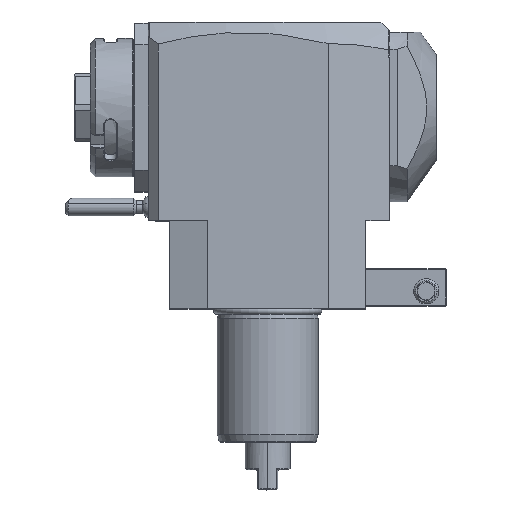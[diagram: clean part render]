
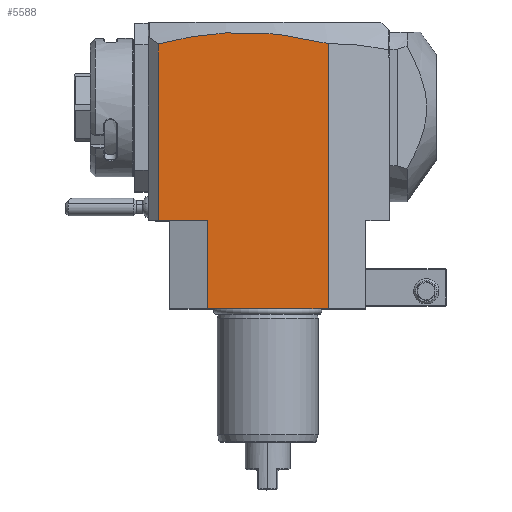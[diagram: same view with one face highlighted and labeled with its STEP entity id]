
A CAD part, top view. The second image highlights one B-rep face of the part: STEP entity #5588.
In plain terms, the highlighted planar face has unit normal (0, 0, 1).
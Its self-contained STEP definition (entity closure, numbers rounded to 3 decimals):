
#1=DIRECTION('',(-1.,0.,0.));
#2=VECTOR('',#1,48.);
#3=CARTESIAN_POINT('',(24.,0.,37.5));
#4=LINE('',#3,#2);
#33=DIRECTION('',(-1.,0.,0.));
#34=VECTOR('',#33,19.5);
#35=CARTESIAN_POINT('',(-24.,35.,37.5));
#36=LINE('',#35,#34);
#37=DIRECTION('',(0.,1.,0.));
#38=VECTOR('',#37,70.258);
#39=CARTESIAN_POINT('',(-43.5,35.,37.5));
#40=LINE('',#39,#38);
#41=CARTESIAN_POINT('',(24.,105.435,37.5));
#42=CARTESIAN_POINT('',(18.371,106.939,37.5));
#43=CARTESIAN_POINT('',(7.115,109.162,37.5));
#44=CARTESIAN_POINT('',(-9.762,110.233,37.5));
#45=CARTESIAN_POINT('',(-26.635,109.072,37.5));
#46=CARTESIAN_POINT('',(-37.879,106.791,37.5));
#47=CARTESIAN_POINT('',(-43.5,105.258,37.5));
#49=DIRECTION('',(0.,-1.,0.));
#50=VECTOR('',#49,105.435);
#51=CARTESIAN_POINT('',(24.,105.435,37.5));
#52=LINE('',#51,#50);
#3406=DIRECTION('',(0.,-1.,0.));
#3407=VECTOR('',#3406,35.);
#3408=CARTESIAN_POINT('',(-24.,35.,37.5));
#3409=LINE('',#3408,#3407);
#5091=VERTEX_POINT('',#41);
#5092=VERTEX_POINT('',#47);
#5350=CARTESIAN_POINT('',(-43.5,35.,37.5));
#5352=VERTEX_POINT('',#5350);
#5390=CARTESIAN_POINT('',(24.,0.,37.5));
#5391=CARTESIAN_POINT('',(-24.,0.,37.5));
#5392=VERTEX_POINT('',#5390);
#5393=VERTEX_POINT('',#5391);
#5528=CARTESIAN_POINT('',(-24.,35.,37.5));
#5529=VERTEX_POINT('',#5528);
#5570=CARTESIAN_POINT('',(-39.202,35.,37.5));
#5571=DIRECTION('',(0.,0.,1.));
#5572=DIRECTION('',(1.,0.,0.));
#5573=AXIS2_PLACEMENT_3D('',#5570,#5571,#5572);
#5574=PLANE('',#5573);
#5576=ORIENTED_EDGE('',*,*,#5575,.T.);
#5578=ORIENTED_EDGE('',*,*,#5577,.T.);
#5580=ORIENTED_EDGE('',*,*,#5579,.F.);
#5582=ORIENTED_EDGE('',*,*,#5581,.T.);
#5583=ORIENTED_EDGE('',*,*,#5545,.T.);
#5585=ORIENTED_EDGE('',*,*,#5584,.F.);
#5586=EDGE_LOOP('',(#5576,#5578,#5580,#5582,#5583,#5585));
#5587=FACE_OUTER_BOUND('',#5586,.F.);
#48=B_SPLINE_CURVE_WITH_KNOTS('',3,(#41,#42,#43,#44,#45,#46,#47),.UNSPECIFIED.,
.F.,.F.,(4,1,1,1,4),(0.,0.25,0.5,0.75,1.),.UNSPECIFIED.);
#5545=EDGE_CURVE('',#5392,#5393,#4,.T.);
#5575=EDGE_CURVE('',#5529,#5352,#36,.T.);
#5577=EDGE_CURVE('',#5352,#5092,#40,.T.);
#5579=EDGE_CURVE('',#5091,#5092,#48,.T.);
#5581=EDGE_CURVE('',#5091,#5392,#52,.T.);
#5584=EDGE_CURVE('',#5529,#5393,#3409,.T.);
#5588=ADVANCED_FACE('',(#5587),#5574,.T.);
